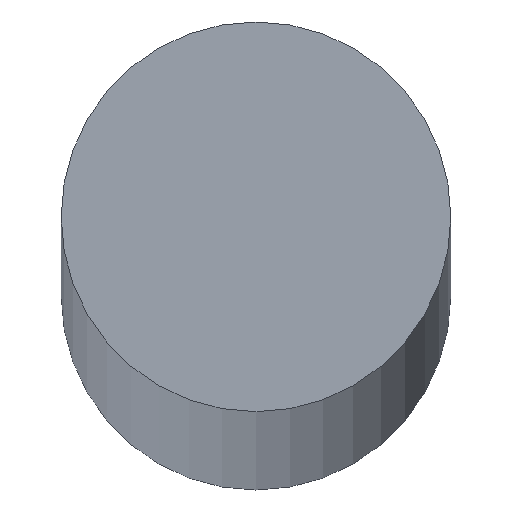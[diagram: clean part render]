
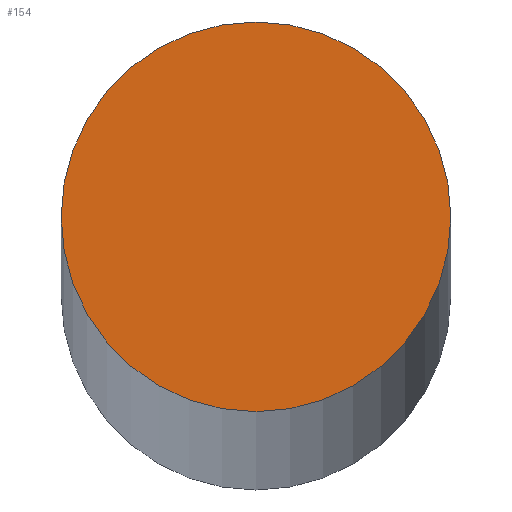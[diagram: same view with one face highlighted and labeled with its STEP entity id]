
A CAD part, top view. The second image highlights one B-rep face of the part: STEP entity #154.
In plain terms, the highlighted planar face has unit normal (0, 0, 1).
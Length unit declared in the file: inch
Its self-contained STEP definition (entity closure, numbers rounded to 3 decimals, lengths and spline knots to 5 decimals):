
#1 = VERTEX_POINT ( 'NONE', #118 ) ;
#4 = CARTESIAN_POINT ( 'NONE',  ( -0.3125, 0., 36. ) ) ;
#5 = ORIENTED_EDGE ( 'NONE', *, *, #61, .T. ) ;
#6 = CARTESIAN_POINT ( 'NONE',  ( 0., 0., 36. ) ) ;
#12 = EDGE_LOOP ( 'NONE', ( #156, #5 ) ) ;
#14 = DIRECTION ( 'NONE',  ( 1., 0., 0. ) ) ;
#18 = PLANE ( 'NONE',  #26 ) ;
#26 = AXIS2_PLACEMENT_3D ( 'NONE', #115, #71, #36 ) ;
#36 = DIRECTION ( 'NONE',  ( 1., 0., 0. ) ) ;
#37 = CIRCLE ( 'NONE', #145, 0.3125 ) ;
#60 = CIRCLE ( 'NONE', #81, 0.3125 ) ;
#61 = EDGE_CURVE ( 'NONE', #1, #149, #37, .T. ) ;
#71 = DIRECTION ( 'NONE',  ( 0., 0., 1. ) ) ;
#81 = AXIS2_PLACEMENT_3D ( 'NONE', #6, #113, #14 ) ;
#83 = EDGE_CURVE ( 'NONE', #149, #1, #60, .T. ) ;
#98 = DIRECTION ( 'NONE',  ( 0., 0., 1. ) ) ;
#100 = DIRECTION ( 'NONE',  ( 1., 0., 0. ) ) ;
#112 = CARTESIAN_POINT ( 'NONE',  ( 0., 0., 36. ) ) ;
#113 = DIRECTION ( 'NONE',  ( 0., 0., 1. ) ) ;
#115 = CARTESIAN_POINT ( 'NONE',  ( 0., 0., 36. ) ) ;
#118 = CARTESIAN_POINT ( 'NONE',  ( 0.3125, 0., 36. ) ) ;
#145 = AXIS2_PLACEMENT_3D ( 'NONE', #112, #98, #100 ) ;
#149 = VERTEX_POINT ( 'NONE', #4 ) ;
#154 = ADVANCED_FACE ( 'NONE', ( #176 ), #18, .T. ) ;
#156 = ORIENTED_EDGE ( 'NONE', *, *, #83, .T. ) ;
#176 = FACE_OUTER_BOUND ( 'NONE', #12, .T. ) ;
